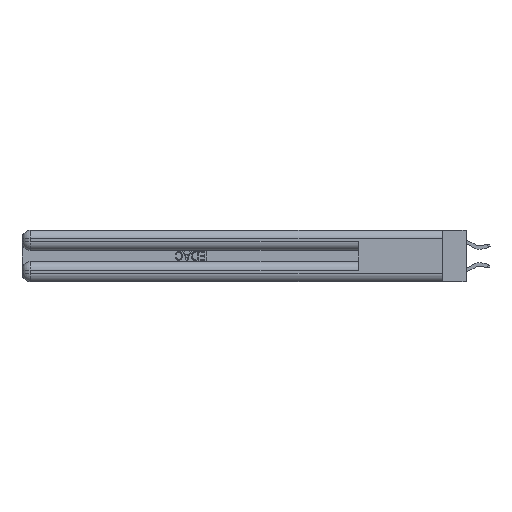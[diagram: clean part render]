
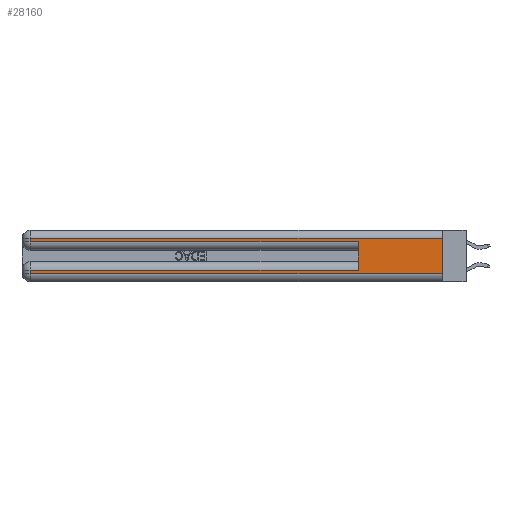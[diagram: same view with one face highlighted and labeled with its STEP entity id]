
A CAD part, left-side view. The second image highlights one B-rep face of the part: STEP entity #28160.
In plain terms, the highlighted planar face has unit normal (-1, 0, 0).
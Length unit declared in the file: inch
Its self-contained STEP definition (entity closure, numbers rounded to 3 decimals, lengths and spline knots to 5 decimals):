
#189 = VECTOR ( 'NONE', #14105, 39.37008 ) ;
#360 = DIRECTION ( 'NONE',  ( 0., 0., 1. ) ) ;
#1241 = PLANE ( 'NONE',  #24212 ) ;
#1363 = ORIENTED_EDGE ( 'NONE', *, *, #27134, .T. ) ;
#3415 = LINE ( 'NONE', #29236, #28973 ) ;
#3439 = EDGE_LOOP ( 'NONE', ( #15664, #28809, #10635, #30311, #31849, #26111, #1363, #28423 ) ) ;
#3550 = CARTESIAN_POINT ( 'NONE',  ( 0., 0.6, 0.285 ) ) ;
#4049 = DIRECTION ( 'NONE',  ( 0., 1., 0. ) ) ;
#5037 = LINE ( 'NONE', #18786, #23242 ) ;
#5447 = CARTESIAN_POINT ( 'NONE',  ( 0., 2.94, 0.06 ) ) ;
#5575 = VECTOR ( 'NONE', #360, 39.37008 ) ;
#6204 = DIRECTION ( 'NONE',  ( 1., 0., 0. ) ) ;
#6463 = DIRECTION ( 'NONE',  ( 0., -1., 0. ) ) ;
#6902 = EDGE_CURVE ( 'NONE', #18034, #23486, #12203, .T. ) ;
#7254 = VECTOR ( 'NONE', #19391, 39.37008 ) ;
#7531 = LINE ( 'NONE', #31319, #189 ) ;
#7946 = CARTESIAN_POINT ( 'NONE',  ( 0., 2.94, 0.085 ) ) ;
#8817 = LINE ( 'NONE', #14460, #7254 ) ;
#8924 = VERTEX_POINT ( 'NONE', #13234 ) ;
#9044 = CARTESIAN_POINT ( 'NONE',  ( 0., 0., 0.085 ) ) ;
#9699 = CARTESIAN_POINT ( 'NONE',  ( 0., 2.94, 0.37 ) ) ;
#10635 = ORIENTED_EDGE ( 'NONE', *, *, #11816, .T. ) ;
#10880 = VERTEX_POINT ( 'NONE', #18590 ) ;
#11473 = VECTOR ( 'NONE', #4049, 39.37008 ) ;
#11816 = EDGE_CURVE ( 'NONE', #29436, #8924, #14530, .T. ) ;
#12203 = LINE ( 'NONE', #29922, #5575 ) ;
#12910 = VECTOR ( 'NONE', #24466, 39.37008 ) ;
#12970 = VECTOR ( 'NONE', #31783, 39.37008 ) ;
#13234 = CARTESIAN_POINT ( 'NONE',  ( 0., 2.94, 0.285 ) ) ;
#13466 = EDGE_CURVE ( 'NONE', #10880, #22990, #13699, .T. ) ;
#13699 = LINE ( 'NONE', #19484, #12910 ) ;
#13815 = FACE_OUTER_BOUND ( 'NONE', #3439, .T. ) ;
#14105 = DIRECTION ( 'NONE',  ( 0., -1., 0. ) ) ;
#14460 = CARTESIAN_POINT ( 'NONE',  ( 0., 2.94, 0.37 ) ) ;
#14530 = LINE ( 'NONE', #9699, #12970 ) ;
#15358 = VERTEX_POINT ( 'NONE', #5447 ) ;
#15360 = VERTEX_POINT ( 'NONE', #7946 ) ;
#15664 = ORIENTED_EDGE ( 'NONE', *, *, #13466, .F. ) ;
#16920 = DIRECTION ( 'NONE',  ( 0., 1., 0. ) ) ;
#17443 = EDGE_CURVE ( 'NONE', #18034, #15360, #19558, .T. ) ;
#18034 = VERTEX_POINT ( 'NONE', #23596 ) ;
#18159 = EDGE_CURVE ( 'NONE', #8924, #23486, #7531, .T. ) ;
#18590 = CARTESIAN_POINT ( 'NONE',  ( 0., 0., 0.31 ) ) ;
#18786 = CARTESIAN_POINT ( 'NONE',  ( 0., 0., 0.06 ) ) ;
#19391 = DIRECTION ( 'NONE',  ( 0., 0., -1. ) ) ;
#19484 = CARTESIAN_POINT ( 'NONE',  ( 0., 0., 0.37 ) ) ;
#19558 = LINE ( 'NONE', #9044, #11473 ) ;
#21021 = CARTESIAN_POINT ( 'NONE',  ( 0., 0., 0.37 ) ) ;
#21290 = CARTESIAN_POINT ( 'NONE',  ( 0., 2.94, 0.31 ) ) ;
#22353 = EDGE_CURVE ( 'NONE', #10880, #29436, #3415, .T. ) ;
#22990 = VERTEX_POINT ( 'NONE', #24038 ) ;
#23242 = VECTOR ( 'NONE', #6463, 39.37008 ) ;
#23486 = VERTEX_POINT ( 'NONE', #3550 ) ;
#23518 = DIRECTION ( 'NONE',  ( 0., 0., -1. ) ) ;
#23596 = CARTESIAN_POINT ( 'NONE',  ( 0., 0.6, 0.085 ) ) ;
#24038 = CARTESIAN_POINT ( 'NONE',  ( 0., 0., 0.06 ) ) ;
#24212 = AXIS2_PLACEMENT_3D ( 'NONE', #21021, #6204, #23518 ) ;
#24466 = DIRECTION ( 'NONE',  ( 0., 0., -1. ) ) ;
#24596 = EDGE_CURVE ( 'NONE', #15358, #22990, #5037, .T. ) ;
#26111 = ORIENTED_EDGE ( 'NONE', *, *, #17443, .T. ) ;
#27134 = EDGE_CURVE ( 'NONE', #15360, #15358, #8817, .T. ) ;
#28160 = ADVANCED_FACE ( 'NONE', ( #13815 ), #1241, .F. ) ;
#28423 = ORIENTED_EDGE ( 'NONE', *, *, #24596, .T. ) ;
#28809 = ORIENTED_EDGE ( 'NONE', *, *, #22353, .T. ) ;
#28973 = VECTOR ( 'NONE', #16920, 39.37008 ) ;
#29236 = CARTESIAN_POINT ( 'NONE',  ( 0., 0., 0.31 ) ) ;
#29436 = VERTEX_POINT ( 'NONE', #21290 ) ;
#29922 = CARTESIAN_POINT ( 'NONE',  ( 0., 0.6, 0.145 ) ) ;
#30311 = ORIENTED_EDGE ( 'NONE', *, *, #18159, .T. ) ;
#31319 = CARTESIAN_POINT ( 'NONE',  ( 0., 0., 0.285 ) ) ;
#31783 = DIRECTION ( 'NONE',  ( 0., 0., -1. ) ) ;
#31849 = ORIENTED_EDGE ( 'NONE', *, *, #6902, .F. ) ;
